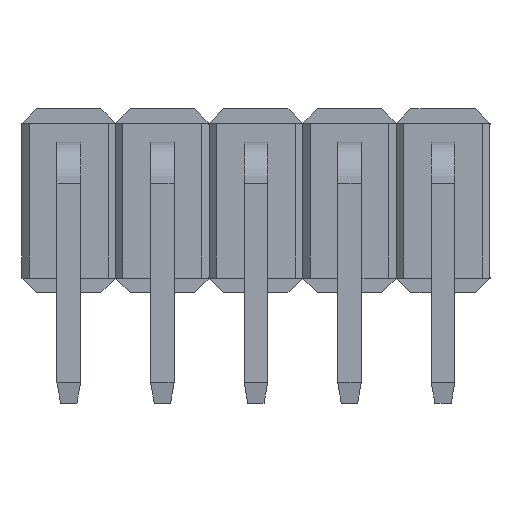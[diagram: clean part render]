
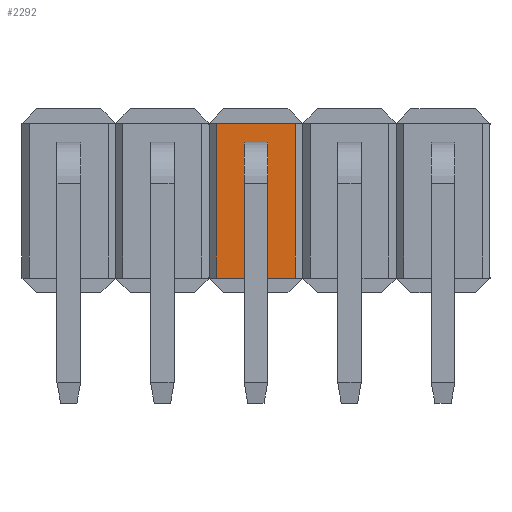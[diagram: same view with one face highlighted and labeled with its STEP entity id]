
A CAD part, front view. The second image highlights one B-rep face of the part: STEP entity #2292.
In plain terms, the highlighted planar face has unit normal (0, -1, 0).
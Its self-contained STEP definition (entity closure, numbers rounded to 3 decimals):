
#3 = CARTESIAN_POINT ( 'NONE',  ( -5.4, 0.54, 0.95 ) ) ;
#114 = CARTESIAN_POINT ( 'NONE',  ( -6.35, 0.54, -2.1 ) ) ;
#192 = DIRECTION ( 'NONE',  ( 1., 0., 0. ) ) ;
#197 = LINE ( 'NONE', #1743, #8406 ) ;
#501 = CARTESIAN_POINT ( 'NONE',  ( -4.01, 0.54, -2.1 ) ) ;
#552 = EDGE_CURVE ( 'NONE', #7866, #8382, #4492, .T. ) ;
#583 = LINE ( 'NONE', #7956, #9055 ) ;
#618 = EDGE_CURVE ( 'NONE', #8476, #9249, #9593, .T. ) ;
#911 = EDGE_CURVE ( 'NONE', #6571, #8476, #6670, .T. ) ;
#1016 = VECTOR ( 'NONE', #2895, 1000. ) ;
#1021 = ORIENTED_EDGE ( 'NONE', *, *, #2889, .T. ) ;
#1072 = EDGE_CURVE ( 'NONE', #8178, #9249, #9902, .T. ) ;
#1102 = DIRECTION ( 'NONE',  ( 0., 0., 1. ) ) ;
#1231 = DIRECTION ( 'NONE',  ( 0., 1., 0. ) ) ;
#1266 = LINE ( 'NONE', #8431, #1016 ) ;
#1323 = VECTOR ( 'NONE', #2473, 1000. ) ;
#1445 = LINE ( 'NONE', #9823, #3547 ) ;
#1562 = ORIENTED_EDGE ( 'NONE', *, *, #618, .T. ) ;
#1692 = CARTESIAN_POINT ( 'NONE',  ( -6.15, 0.54, 2.1 ) ) ;
#1743 = CARTESIAN_POINT ( 'NONE',  ( -5.4, 0.54, -0.95 ) ) ;
#1893 = FACE_OUTER_BOUND ( 'NONE', #2097, .T. ) ;
#2097 = EDGE_LOOP ( 'NONE', ( #8931, #1562, #4199, #4635 ) ) ;
#2119 = EDGE_LOOP ( 'NONE', ( #5076, #4272, #3614, #6652 ) ) ;
#2132 = FACE_BOUND ( 'NONE', #4361, .T. ) ;
#2292 = ADVANCED_FACE ( 'NONE', ( #8240, #2132, #1893 ), #9950, .F. ) ;
#2473 = DIRECTION ( 'NONE',  ( 1., 0., 0. ) ) ;
#2507 = VERTEX_POINT ( 'NONE', #7333 ) ;
#2520 = CARTESIAN_POINT ( 'NONE',  ( -4.76, 0.54, 0.95 ) ) ;
#2791 = CARTESIAN_POINT ( 'NONE',  ( -6.35, 0.54, 2.1 ) ) ;
#2889 = EDGE_CURVE ( 'NONE', #8382, #9875, #4732, .T. ) ;
#2895 = DIRECTION ( 'NONE',  ( 0., 0., 1. ) ) ;
#3016 = DIRECTION ( 'NONE',  ( 1., 0., 0. ) ) ;
#3182 = DIRECTION ( 'NONE',  ( 0., 0., -1. ) ) ;
#3325 = LINE ( 'NONE', #6348, #9186 ) ;
#3398 = CARTESIAN_POINT ( 'NONE',  ( -6.15, 0.54, -2.1 ) ) ;
#3547 = VECTOR ( 'NONE', #1102, 1000. ) ;
#3614 = ORIENTED_EDGE ( 'NONE', *, *, #4462, .T. ) ;
#3910 = CARTESIAN_POINT ( 'NONE',  ( -4.01, 0.54, -2.1 ) ) ;
#3994 = VERTEX_POINT ( 'NONE', #7816 ) ;
#4199 = ORIENTED_EDGE ( 'NONE', *, *, #1072, .F. ) ;
#4272 = ORIENTED_EDGE ( 'NONE', *, *, #7534, .T. ) ;
#4361 = EDGE_LOOP ( 'NONE', ( #6167, #1021, #10041, #5512 ) ) ;
#4462 = EDGE_CURVE ( 'NONE', #5988, #3994, #1266, .T. ) ;
#4481 = VECTOR ( 'NONE', #8782, 1000. ) ;
#4492 = LINE ( 'NONE', #6665, #6083 ) ;
#4635 = ORIENTED_EDGE ( 'NONE', *, *, #8667, .F. ) ;
#4721 = EDGE_CURVE ( 'NONE', #9875, #9455, #5107, .T. ) ;
#4732 = LINE ( 'NONE', #3, #4481 ) ;
#5076 = ORIENTED_EDGE ( 'NONE', *, *, #8100, .T. ) ;
#5107 = LINE ( 'NONE', #8084, #8856 ) ;
#5462 = CARTESIAN_POINT ( 'NONE',  ( -4.76, 0.54, -1.59 ) ) ;
#5512 = ORIENTED_EDGE ( 'NONE', *, *, #8199, .T. ) ;
#5601 = VECTOR ( 'NONE', #8605, 1000. ) ;
#5708 = DIRECTION ( 'NONE',  ( 1., 0., 0. ) ) ;
#5810 = CARTESIAN_POINT ( 'NONE',  ( -5.4, 0.54, -1.59 ) ) ;
#5932 = EDGE_CURVE ( 'NONE', #3994, #2507, #197, .T. ) ;
#5988 = VERTEX_POINT ( 'NONE', #5810 ) ;
#6083 = VECTOR ( 'NONE', #9076, 1000. ) ;
#6167 = ORIENTED_EDGE ( 'NONE', *, *, #552, .T. ) ;
#6348 = CARTESIAN_POINT ( 'NONE',  ( -5.4, 0.54, -1.59 ) ) ;
#6571 = VERTEX_POINT ( 'NONE', #3398 ) ;
#6590 = CARTESIAN_POINT ( 'NONE',  ( -4.76, 0.54, 1.59 ) ) ;
#6652 = ORIENTED_EDGE ( 'NONE', *, *, #5932, .T. ) ;
#6665 = CARTESIAN_POINT ( 'NONE',  ( -5.4, 0.54, 0.95 ) ) ;
#6670 = LINE ( 'NONE', #114, #1323 ) ;
#6793 = DIRECTION ( 'NONE',  ( 0., 0., 1. ) ) ;
#7043 = VECTOR ( 'NONE', #3016, 1000. ) ;
#7216 = CARTESIAN_POINT ( 'NONE',  ( -5.4, 0.54, 1.59 ) ) ;
#7333 = CARTESIAN_POINT ( 'NONE',  ( -4.76, 0.54, -0.95 ) ) ;
#7531 = CARTESIAN_POINT ( 'NONE',  ( -5.4, 0.54, 0.95 ) ) ;
#7534 = EDGE_CURVE ( 'NONE', #8956, #5988, #3325, .T. ) ;
#7802 = VECTOR ( 'NONE', #8088, 1000. ) ;
#7816 = CARTESIAN_POINT ( 'NONE',  ( -5.4, 0.54, -0.95 ) ) ;
#7866 = VERTEX_POINT ( 'NONE', #9964 ) ;
#7956 = CARTESIAN_POINT ( 'NONE',  ( -4.76, 0.54, -0.95 ) ) ;
#8084 = CARTESIAN_POINT ( 'NONE',  ( -5.4, 0.54, 1.59 ) ) ;
#8088 = DIRECTION ( 'NONE',  ( 0., 0., -1. ) ) ;
#8100 = EDGE_CURVE ( 'NONE', #2507, #8956, #583, .T. ) ;
#8178 = VERTEX_POINT ( 'NONE', #1692 ) ;
#8199 = EDGE_CURVE ( 'NONE', #9455, #7866, #9909, .T. ) ;
#8240 = FACE_BOUND ( 'NONE', #2119, .T. ) ;
#8382 = VERTEX_POINT ( 'NONE', #7531 ) ;
#8406 = VECTOR ( 'NONE', #192, 1000. ) ;
#8431 = CARTESIAN_POINT ( 'NONE',  ( -5.4, 0.54, -0.95 ) ) ;
#8476 = VERTEX_POINT ( 'NONE', #501 ) ;
#8605 = DIRECTION ( 'NONE',  ( 0., 0., 1. ) ) ;
#8667 = EDGE_CURVE ( 'NONE', #6571, #8178, #1445, .T. ) ;
#8768 = DIRECTION ( 'NONE',  ( -1., 0., 0. ) ) ;
#8782 = DIRECTION ( 'NONE',  ( 0., 0., 1. ) ) ;
#8856 = VECTOR ( 'NONE', #5708, 1000. ) ;
#8931 = ORIENTED_EDGE ( 'NONE', *, *, #911, .T. ) ;
#8956 = VERTEX_POINT ( 'NONE', #5462 ) ;
#9055 = VECTOR ( 'NONE', #3182, 1000. ) ;
#9076 = DIRECTION ( 'NONE',  ( -1., 0., 0. ) ) ;
#9186 = VECTOR ( 'NONE', #8768, 1000. ) ;
#9216 = AXIS2_PLACEMENT_3D ( 'NONE', #2791, #1231, #6793 ) ;
#9249 = VERTEX_POINT ( 'NONE', #9951 ) ;
#9361 = CARTESIAN_POINT ( 'NONE',  ( -6.35, 0.54, 2.1 ) ) ;
#9455 = VERTEX_POINT ( 'NONE', #6590 ) ;
#9593 = LINE ( 'NONE', #3910, #5601 ) ;
#9823 = CARTESIAN_POINT ( 'NONE',  ( -6.15, 0.54, -2.1 ) ) ;
#9875 = VERTEX_POINT ( 'NONE', #7216 ) ;
#9902 = LINE ( 'NONE', #9361, #7043 ) ;
#9909 = LINE ( 'NONE', #2520, #7802 ) ;
#9950 = PLANE ( 'NONE',  #9216 ) ;
#9951 = CARTESIAN_POINT ( 'NONE',  ( -4.01, 0.54, 2.1 ) ) ;
#9964 = CARTESIAN_POINT ( 'NONE',  ( -4.76, 0.54, 0.95 ) ) ;
#10041 = ORIENTED_EDGE ( 'NONE', *, *, #4721, .T. ) ;
